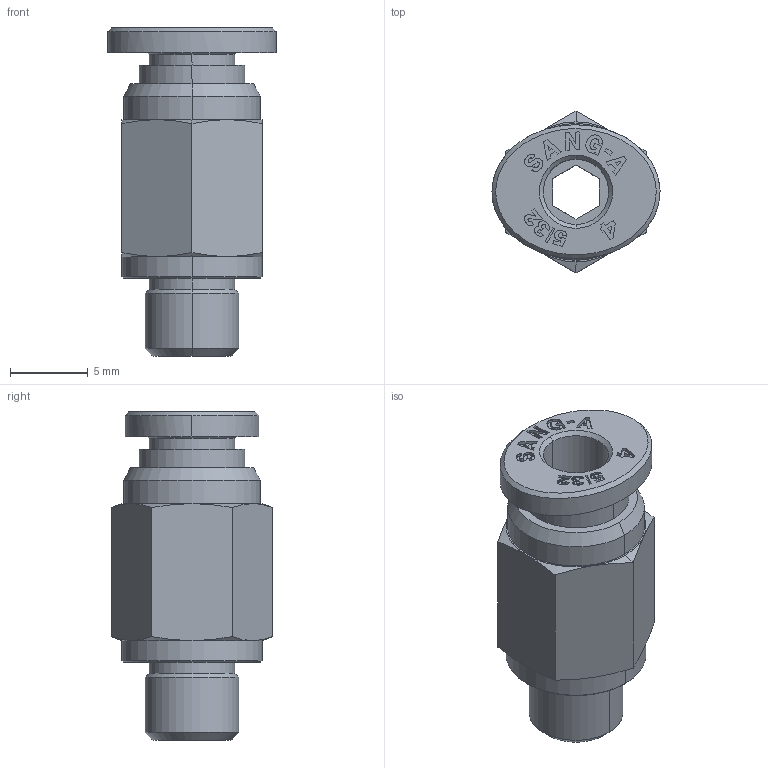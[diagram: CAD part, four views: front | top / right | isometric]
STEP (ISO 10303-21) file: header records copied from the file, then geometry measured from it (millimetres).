
FILE_DESCRIPTION((''),'2;1');
FILE_NAME('GPC 04M6(3D).stp','2012-12-20T13:57:28',(''),(''),'Mechanical Desktop.R8.0.24.0','Mechanical Desktop.R8.0.24.0',', , ');
FILE_SCHEMA(('CONFIG_CONTROL_DESIGN'));
Length unit declared in the file: millimetre
Products named in the file (2): GPC 04M6(3D); ºÎÇ°1
Assembly tree (1 placements, depth 2):
  GPC 04M6(3D)
    ºÎÇ°1
Bounding box: 10.8 x 10.39 x 21.1 mm (x, y, z)
Volume: 886.6 mm3; surface area: 1047.2 mm2
Topology: 1 solids, 1 shells, 432 faces, 1192 edges, 783 vertices
Faces by surface type: plane 347, bspline 31, cone 30, cylinder 24
Entity records: 14291 total; most frequent: CARTESIAN_POINT 3261, ORIENTED_EDGE 2384, DIRECTION 2096, EDGE_CURVE 1192, VECTOR 1024, LINE 1024, VERTEX_POINT 783, AXIS2_PLACEMENT_3D 536
